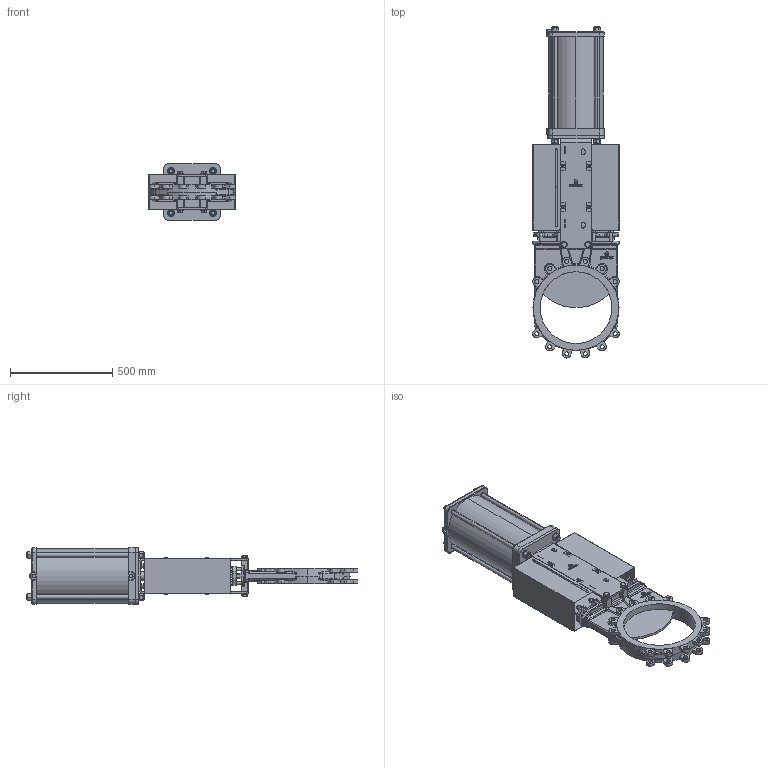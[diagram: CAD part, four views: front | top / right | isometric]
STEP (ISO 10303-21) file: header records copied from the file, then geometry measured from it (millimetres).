
FILE_DESCRIPTION (( 'STEP AP214' ), '1' );
FILE_NAME ('EB350_NEUMATICO.STEP', '2011-11-09T15:05:42', ( 'user' ), ( '' ), 'SwSTEP 2.0', 'SolidWorks 2010', '' );
FILE_SCHEMA (( 'AUTOMOTIVE_DESIGN' ));
Length unit declared in the file: millimetre
Products named in the file (14): Hex Nut GradeC_DIN_Hexagon Nut ISO 4034 - M20 - N; Hex Bolt GradeAB_DIN_ISO 4014 - M16 x 65 x 38-N; Hex Nut GradeC_DIN_Hexagon Nut ISO 4034 - M16 - N; StudBolt_DIN_DIN 976-1 -- M16 x 80 A-- C; Hex Screw GradeAB_DIN_ISO 4017 - M16 x 50-N; Accto_Neum_EB350_Hierro; cuerpo_EB350_Hierro_Default; EB350_NEUMATICO; Pan Head Cross Collar Screw_DIN_DIN 967 - M8 x 10 - Z --- 7.5N; Soporte_Neum_EB350_Hierro; Cilindro_Neum_EB350; Plain Washer Grade A_DIN_Washer DIN 125 - A 17; Plain Washer Grade A_DIN_Washer DIN 125 - B 21; Plain Washer Grade A_DIN_Washer DIN 125 - B 17
Assembly tree (72 placements, depth 3):
  EB350_NEUMATICO
    StudBolt_DIN_DIN 976-1 -- M16 x 80 A-- C  x8
    Hex Bolt GradeAB_DIN_ISO 4014 - M16 x 65 x 38-N  x4
    Hex Nut GradeC_DIN_Hexagon Nut ISO 4034 - M16 - N  x10
    Plain Washer Grade A_DIN_Washer DIN 125 - A 17  x12
    Hex Screw GradeAB_DIN_ISO 4017 - M16 x 50-N  x2
    Accto_Neum_EB350_Hierro
      Plain Washer Grade A_DIN_Washer DIN 125 - B 17  x4
      Cilindro_Neum_EB350
      Hex Nut GradeC_DIN_Hexagon Nut ISO 4034 - M20 - N  x8
      Plain Washer Grade A_DIN_Washer DIN 125 - B 21  x8
      Hex Bolt GradeAB_DIN_ISO 4014 - M16 x 65 x 38-N  x4
      Pan Head Cross Collar Screw_DIN_DIN 967 - M8 x 10 - Z --- 7.5N  x8
      Soporte_Neum_EB350_Hierro
    cuerpo_EB350_Hierro_Default
Bounding box: 422.48 x 1619.55 x 274 mm (x, y, z)
Volume: 42792113.1 mm3; surface area: 3273781.2 mm2
Topology: 72 solids, 72 shells, 2811 faces, 6840 edges, 4252 vertices
Faces by surface type: plane 1315, cylinder 757, cone 460, bspline 142, torus 120, sphere 17
Entity records: 90785 total; most frequent: CARTESIAN_POINT 35732, ORIENTED_EDGE 8856, DIRECTION 8426, EDGE_CURVE 4428, AXIS2_PLACEMENT_3D 2934, VERTEX_POINT 2835, VECTOR 2558, LINE 2558
